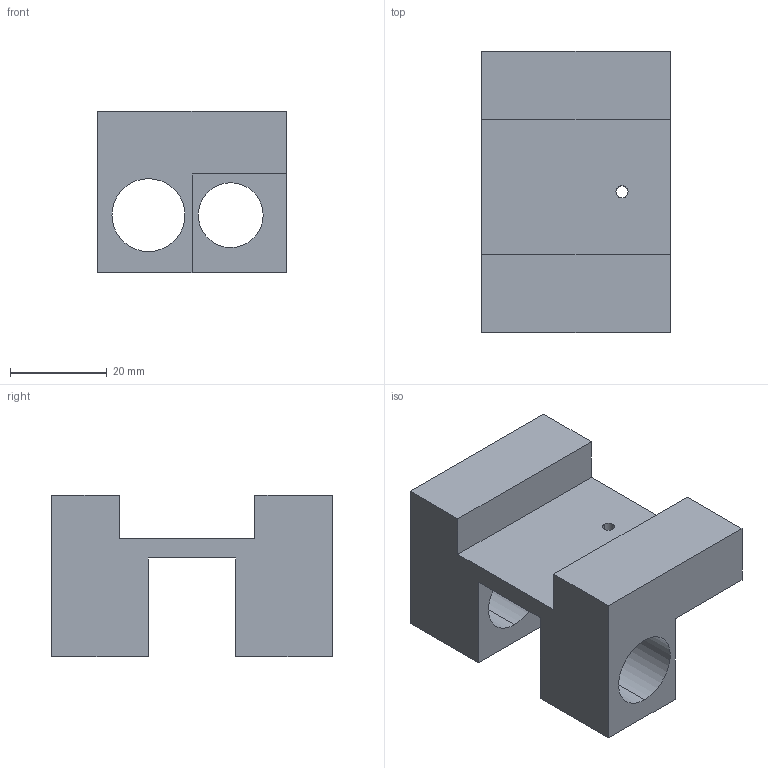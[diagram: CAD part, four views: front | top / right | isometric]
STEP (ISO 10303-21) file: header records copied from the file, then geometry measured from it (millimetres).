
FILE_DESCRIPTION (( 'STEP AP203' ), '1' );
FILE_NAME ('x_end_idler_v9.STEP', '2024-03-12T00:47:05', ( '' ), ( '' ), 'SwSTEP 2.0', 'SolidWorks 2022', '' );
FILE_SCHEMA (( 'CONFIG_CONTROL_DESIGN' ));
Length unit declared in the file: millimetre
Products named in the file (1): x_end_idler_v9
Bounding box: 39 x 58 x 33.44 mm (x, y, z)
Volume: 31225.4 mm3; surface area: 14231.6 mm2
Topology: 1 solids, 1 shells, 45 faces, 132 edges, 81 vertices
Faces by surface type: cylinder 21, plane 16, cone 8
Entity records: 1637 total; most frequent: CARTESIAN_POINT 369, ORIENTED_EDGE 248, DIRECTION 244, EDGE_CURVE 124, AXIS2_PLACEMENT_3D 86, VERTEX_POINT 81, VECTOR 72, LINE 72
